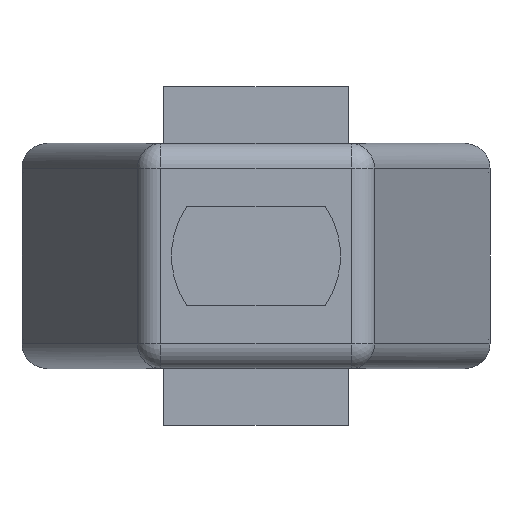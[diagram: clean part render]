
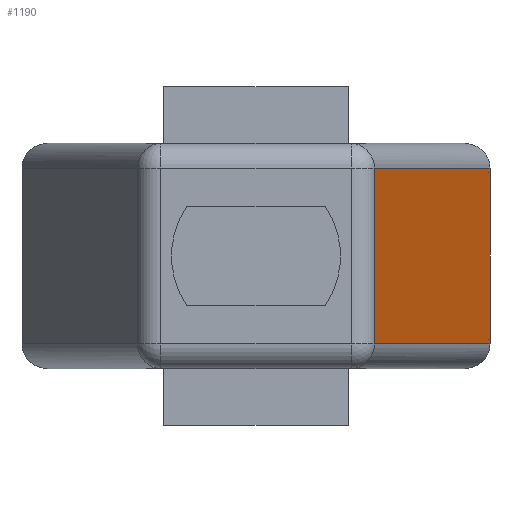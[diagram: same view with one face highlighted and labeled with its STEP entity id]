
A CAD part, front view. The second image highlights one B-rep face of the part: STEP entity #1190.
In plain terms, the highlighted planar face has unit normal (0.945, -0.327, 0).
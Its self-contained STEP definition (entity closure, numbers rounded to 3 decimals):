
#64=CARTESIAN_POINT('',(11.84,0.,4.45));
#82=DIRECTION('',(0.,0.,1.));
#83=VECTOR('',#82,0.25);
#84=CARTESIAN_POINT('',(11.84,0.,4.2));
#85=LINE('',#84,#83);
#86=CARTESIAN_POINT('',(11.84,0.,-4.45));
#94=DIRECTION('',(0.,0.,1.));
#95=VECTOR('',#94,0.25);
#96=CARTESIAN_POINT('',(11.84,0.,-4.45));
#97=LINE('',#96,#95);
#114=DIRECTION('',(0.327,0.945,0.));
#115=VECTOR('',#114,17.892);
#116=CARTESIAN_POINT('',(5.991,-16.909,4.45));
#117=LINE('',#116,#115);
#118=DIRECTION('',(0.327,0.945,0.));
#119=VECTOR('',#118,17.892);
#120=CARTESIAN_POINT('',(5.991,-16.909,-4.45));
#121=LINE('',#120,#119);
#122=DIRECTION('',(0.,0.,1.));
#123=VECTOR('',#122,8.9);
#124=CARTESIAN_POINT('',(5.991,-16.909,-4.45));
#125=LINE('',#124,#123);
#126=DIRECTION('',(0.,0.,-1.));
#127=VECTOR('',#126,8.4);
#128=CARTESIAN_POINT('',(11.84,0.,4.2));
#129=LINE('',#128,#127);
#946=CARTESIAN_POINT('',(11.84,0.,4.2));
#947=CARTESIAN_POINT('',(11.84,0.,-4.2));
#948=VERTEX_POINT('',#946);
#949=VERTEX_POINT('',#947);
#975=VERTEX_POINT('',#64);
#976=CARTESIAN_POINT('',(5.991,-16.909,4.45));
#977=VERTEX_POINT('',#976);
#980=CARTESIAN_POINT('',(5.991,-16.909,-4.45));
#981=VERTEX_POINT('',#980);
#982=VERTEX_POINT('',#86);
#1174=CARTESIAN_POINT('',(8.77,-8.875,0.));
#1175=DIRECTION('',(0.945,-0.327,0.));
#1176=DIRECTION('',(0.327,0.945,0.));
#1177=AXIS2_PLACEMENT_3D('',#1174,#1175,#1176);
#1178=PLANE('',#1177);
#1179=ORIENTED_EDGE('',*,*,#1165,.T.);
#1180=ORIENTED_EDGE('',*,*,#1127,.F.);
#1182=ORIENTED_EDGE('',*,*,#1181,.T.);
#1183=ORIENTED_EDGE('',*,*,#1139,.F.);
#1185=ORIENTED_EDGE('',*,*,#1184,.F.);
#1187=ORIENTED_EDGE('',*,*,#1186,.T.);
#1188=EDGE_LOOP('',(#1179,#1180,#1182,#1183,#1185,#1187));
#1189=FACE_OUTER_BOUND('',#1188,.F.);
#1190=ADVANCED_FACE('',(#1189),#1178,.T.);
#1127=EDGE_CURVE('',#948,#975,#85,.T.);
#1139=EDGE_CURVE('',#982,#949,#97,.T.);
#1165=EDGE_CURVE('',#977,#975,#117,.T.);
#1181=EDGE_CURVE('',#948,#949,#129,.T.);
#1184=EDGE_CURVE('',#981,#982,#121,.T.);
#1186=EDGE_CURVE('',#981,#977,#125,.T.);
